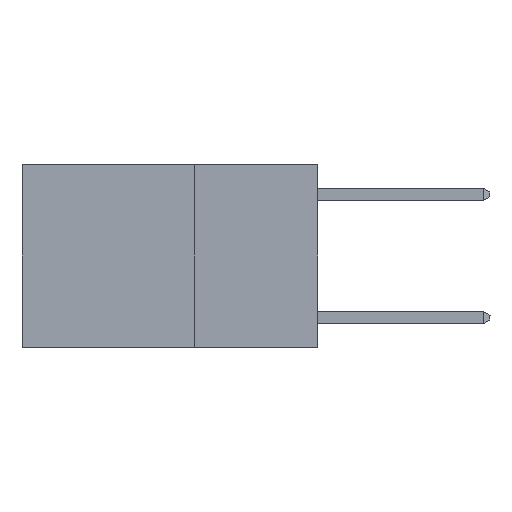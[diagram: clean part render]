
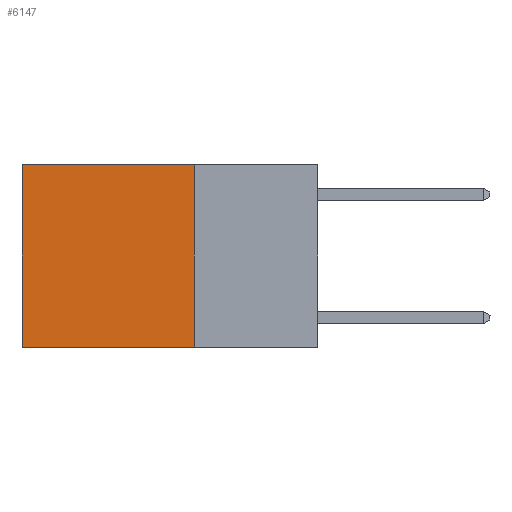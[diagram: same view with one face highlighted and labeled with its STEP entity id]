
A CAD part, left-side view. The second image highlights one B-rep face of the part: STEP entity #6147.
In plain terms, the highlighted planar face has unit normal (-1, 0, 0).
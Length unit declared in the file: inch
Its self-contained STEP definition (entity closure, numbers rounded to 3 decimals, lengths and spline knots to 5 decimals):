
#545 = VECTOR ( 'NONE', #20166, 39.37008 ) ;
#898 = AXIS2_PLACEMENT_3D ( 'NONE', #8961, #5252, #18255 ) ;
#1230 = VECTOR ( 'NONE', #19932, 39.37008 ) ;
#1522 = CARTESIAN_POINT ( 'NONE',  ( 0.2625, 0.25, 0. ) ) ;
#1834 = ORIENTED_EDGE ( 'NONE', *, *, #12001, .F. ) ;
#5252 = DIRECTION ( 'NONE',  ( 1., 0., 0. ) ) ;
#6147 = ADVANCED_FACE ( 'NONE', ( #19772 ), #12687, .F. ) ;
#7127 = CARTESIAN_POINT ( 'NONE',  ( 0.2625, 0.6, 0. ) ) ;
#8082 = VERTEX_POINT ( 'NONE', #9279 ) ;
#8355 = VERTEX_POINT ( 'NONE', #21039 ) ;
#8960 = LINE ( 'NONE', #7127, #13294 ) ;
#8961 = CARTESIAN_POINT ( 'NONE',  ( 0.2625, 0.25, 0. ) ) ;
#9026 = DIRECTION ( 'NONE',  ( 0., 0., -1. ) ) ;
#9279 = CARTESIAN_POINT ( 'NONE',  ( 0.2625, 0.6, -0.37 ) ) ;
#9565 = VERTEX_POINT ( 'NONE', #19202 ) ;
#9879 = EDGE_CURVE ( 'NONE', #8355, #9565, #20990, .T. ) ;
#9930 = LINE ( 'NONE', #1522, #545 ) ;
#12001 = EDGE_CURVE ( 'NONE', #8355, #15671, #9930, .T. ) ;
#12598 = DIRECTION ( 'NONE',  ( 0., 1., 0. ) ) ;
#12687 = PLANE ( 'NONE',  #898 ) ;
#12919 = ORIENTED_EDGE ( 'NONE', *, *, #13191, .F. ) ;
#13191 = EDGE_CURVE ( 'NONE', #15671, #8082, #17705, .T. ) ;
#13294 = VECTOR ( 'NONE', #9026, 39.37008 ) ;
#15274 = EDGE_CURVE ( 'NONE', #9565, #8082, #8960, .T. ) ;
#15671 = VERTEX_POINT ( 'NONE', #22811 ) ;
#16217 = CARTESIAN_POINT ( 'NONE',  ( 0.2625, 0.25, 0. ) ) ;
#17705 = LINE ( 'NONE', #21793, #18278 ) ;
#18255 = DIRECTION ( 'NONE',  ( 0., 0., -1. ) ) ;
#18278 = VECTOR ( 'NONE', #12598, 39.37008 ) ;
#19202 = CARTESIAN_POINT ( 'NONE',  ( 0.2625, 0.6, 0. ) ) ;
#19772 = FACE_OUTER_BOUND ( 'NONE', #22315, .T. ) ;
#19932 = DIRECTION ( 'NONE',  ( 0., 1., 0. ) ) ;
#20166 = DIRECTION ( 'NONE',  ( 0., 0., -1. ) ) ;
#20842 = ORIENTED_EDGE ( 'NONE', *, *, #9879, .T. ) ;
#20990 = LINE ( 'NONE', #16217, #1230 ) ;
#21039 = CARTESIAN_POINT ( 'NONE',  ( 0.2625, 0.25, 0. ) ) ;
#21793 = CARTESIAN_POINT ( 'NONE',  ( 0.2625, 0.25, -0.37 ) ) ;
#22315 = EDGE_LOOP ( 'NONE', ( #23212, #12919, #1834, #20842 ) ) ;
#22811 = CARTESIAN_POINT ( 'NONE',  ( 0.2625, 0.25, -0.37 ) ) ;
#23212 = ORIENTED_EDGE ( 'NONE', *, *, #15274, .T. ) ;
